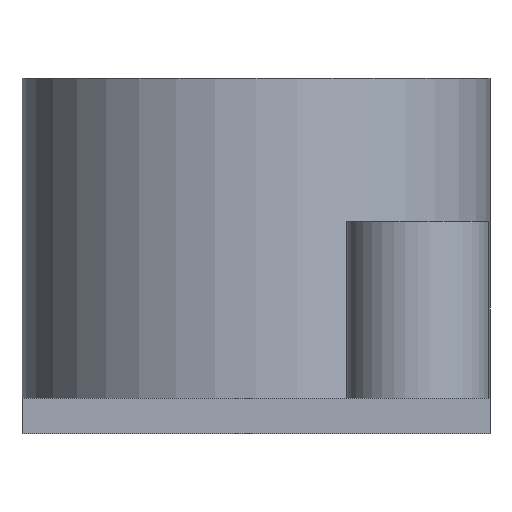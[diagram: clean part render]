
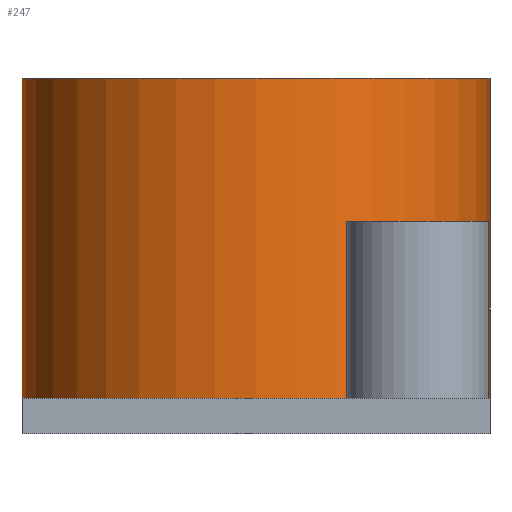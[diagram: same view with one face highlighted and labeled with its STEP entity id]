
A CAD part, front view. The second image highlights one B-rep face of the part: STEP entity #247.
In plain terms, the highlighted cylindrical face has radius 9.91 mm (diameter 19.82 mm), a full revolution.
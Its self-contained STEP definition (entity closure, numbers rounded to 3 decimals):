
#40 = VERTEX_POINT('',#41);
#41 = CARTESIAN_POINT('',(-38.535,20.675,0.));
#49 = EDGE_CURVE('',#40,#50,#52,.T.);
#50 = VERTEX_POINT('',#51);
#51 = CARTESIAN_POINT('',(-38.535,20.675,1.5));
#52 = LINE('',#53,#54);
#53 = CARTESIAN_POINT('',(-38.535,20.675,0.));
#54 = VECTOR('',#55,1.);
#55 = DIRECTION('',(0.,0.,1.));
#111 = VERTEX_POINT('',#112);
#112 = CARTESIAN_POINT('',(-18.715,20.675,0.));
#118 = EDGE_CURVE('',#111,#119,#121,.T.);
#119 = VERTEX_POINT('',#120);
#120 = CARTESIAN_POINT('',(-18.715,20.675,1.5));
#121 = LINE('',#122,#123);
#122 = CARTESIAN_POINT('',(-18.715,20.675,0.));
#123 = VECTOR('',#124,1.);
#124 = DIRECTION('',(0.,0.,1.));
#141 = EDGE_CURVE('',#142,#50,#144,.T.);
#142 = VERTEX_POINT('',#143);
#143 = CARTESIAN_POINT('',(-28.625,10.765,1.5));
#144 = CIRCLE('',#145,9.91);
#145 = AXIS2_PLACEMENT_3D('',#146,#147,#148);
#146 = CARTESIAN_POINT('',(-28.625,20.675,1.5));
#147 = DIRECTION('',(-0.,-0.,-1.));
#148 = DIRECTION('',(0.,-1.,0.));
#153 = EDGE_CURVE('',#119,#142,#154,.T.);
#154 = CIRCLE('',#155,9.91);
#155 = AXIS2_PLACEMENT_3D('',#156,#157,#158);
#156 = CARTESIAN_POINT('',(-28.625,20.675,1.5));
#157 = DIRECTION('',(-0.,-0.,-1.));
#158 = DIRECTION('',(0.,-1.,0.));
#247 = ADVANCED_FACE('',(#248),#277,.T.);
#248 = FACE_BOUND('',#249,.F.);
#249 = EDGE_LOOP('',(#250,#251,#259,#266,#267,#268,#269,#276));
#250 = ORIENTED_EDGE('',*,*,#153,.T.);
#251 = ORIENTED_EDGE('',*,*,#252,.T.);
#252 = EDGE_CURVE('',#142,#253,#255,.T.);
#253 = VERTEX_POINT('',#254);
#254 = CARTESIAN_POINT('',(-28.625,10.765,15.05));
#255 = LINE('',#256,#257);
#256 = CARTESIAN_POINT('',(-28.625,10.765,0.));
#257 = VECTOR('',#258,1.);
#258 = DIRECTION('',(0.,0.,1.));
#259 = ORIENTED_EDGE('',*,*,#260,.T.);
#260 = EDGE_CURVE('',#253,#253,#261,.T.);
#261 = CIRCLE('',#262,9.91);
#262 = AXIS2_PLACEMENT_3D('',#263,#264,#265);
#263 = CARTESIAN_POINT('',(-28.625,20.675,15.05));
#264 = DIRECTION('',(-0.,0.,1.));
#265 = DIRECTION('',(0.,-1.,0.));
#266 = ORIENTED_EDGE('',*,*,#252,.F.);
#267 = ORIENTED_EDGE('',*,*,#141,.T.);
#268 = ORIENTED_EDGE('',*,*,#49,.F.);
#269 = ORIENTED_EDGE('',*,*,#270,.F.);
#270 = EDGE_CURVE('',#111,#40,#271,.T.);
#271 = CIRCLE('',#272,9.91);
#272 = AXIS2_PLACEMENT_3D('',#273,#274,#275);
#273 = CARTESIAN_POINT('',(-28.625,20.675,0.));
#274 = DIRECTION('',(-0.,0.,1.));
#275 = DIRECTION('',(0.,-1.,0.));
#276 = ORIENTED_EDGE('',*,*,#118,.T.);
#277 = CYLINDRICAL_SURFACE('',#278,9.91);
#278 = AXIS2_PLACEMENT_3D('',#279,#280,#281);
#279 = CARTESIAN_POINT('',(-28.625,20.675,0.));
#280 = DIRECTION('',(-0.,0.,-1.));
#281 = DIRECTION('',(0.,-1.,0.));
